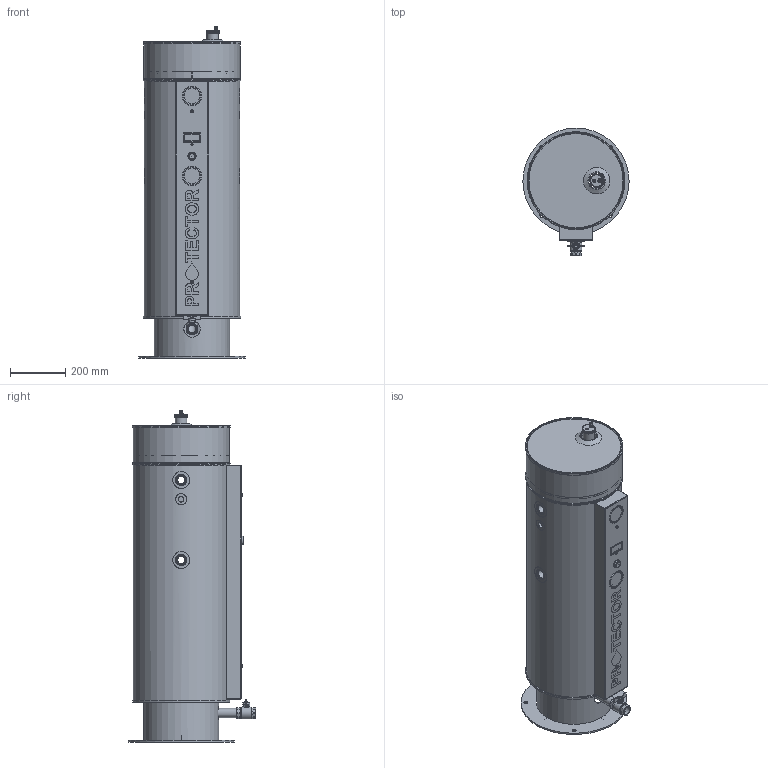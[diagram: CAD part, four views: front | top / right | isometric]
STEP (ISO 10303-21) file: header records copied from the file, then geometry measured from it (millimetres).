
FILE_DESCRIPTION(/* description */ ('Unknown'),/* implementation_level */ '2;1');
FILE_NAME(/* name */ 'PROTECTOR_MASTER_3D',/* time_stamp */ '2020-10-13T15:10:51+02:00',/* author */ ('Unknown'),/* organization */ ('Unknown'),/* preprocessor_version */ 'ST-DEVELOPER v16.7',/* originating_system */ 'Solid Edge',/* authorisation */ 'Unknown');
FILE_SCHEMA (('AUTOMOTIVE_DESIGN {1 0 10303 214 3 1 1}'));
Products named in the file (25): PRBG V60 1 POLLICE F; ASCRP0040; CDMNT0051; CARCD0001; CARCD0004; ASCRP0040_620_1.783_Saldatura d'angolo 4_oa_0; ASCRP0040_620_1.783_Saldatura d'angolo 4_oa_1; CDLAM0079; ASCRP0040_620_1.783_Saldatura d'angolo 4_oa_2; CAVIT0055; ASCRP0040_620_1.783_Saldatura d'angolo 4_oa_3; CARCD0028; Amperometro GEIR; CAVLV0019_CHIUSA; CASCM0007; CAVLV0003_APERTA; CDTUB0023; CASCM0002; CDLAM0094; COIBENTAZIONE V60 1 POLLICE; CARCD0029; SCRITTA PROTECTOR; CAVIT0059; COPERCHIO COIBENTATO; RED BUTTON 800FM-F4
Assembly tree (28 placements, depth 3):
  PRBG V60 1 POLLICE F
    ASCRP0040
      CDMNT0051
      CARCD0001  x2
      CARCD0004  x4
      CDLAM0079
      CAVIT0055  x2
      CARCD0028
    Amperometro GEIR
    CAVLV0019_CHIUSA
    CASCM0007
    CAVLV0003_APERTA
    CDTUB0023
    CASCM0002  x2
    CDLAM0094
    COIBENTAZIONE V60 1 POLLICE
    CARCD0029  x2
    SCRITTA PROTECTOR
    CAVIT0059  x2
    COPERCHIO COIBENTATO
    RED BUTTON 800FM-F4
  ASCRP0040_620_1.783_Saldatura d'angolo 4_oa_0
  ASCRP0040_620_1.783_Saldatura d'angolo 4_oa_1
  ASCRP0040_620_1.783_Saldatura d'angolo 4_oa_2
  ASCRP0040_620_1.783_Saldatura d'angolo 4_oa_3
Bounding box: 385 x 463.5 x 1203.6 mm (x, y, z)
Volume: 34699216.7 mm3; surface area: 4976855.6 mm2
Topology: 42 solids, 47 shells, 2529 faces, 6478 edges, 4203 vertices
Faces by surface type: plane 1413, cylinder 633, bspline 276, cone 150, torus 45, sphere 12
Full cylindrical faces by diameter (mm): 2 x4, 2.586 x4, 4.917 x2, 6 x2, 7.3 x1, 8 x2, 9 x3, 9.3 x1, 10 x2, 11.445 x4, 11.5 x2, 12 x2, 12.957 x2, 13.157 x6, 14 x1, 14.2 x4, 15.4 x1, 16 x1, 18 x4, 18.631 x1, 20 x3, 20.35 x1, 20.4 x1, 20.9 x1, 20.955 x1, 23 x1, 23.7 x1, 24 x1, 25 x1, 27.7 x1
Entity records: 102683 total; most frequent: CARTESIAN_POINT 43269, ORIENTED_EDGE 10566, DIRECTION 8448, EDGE_CURVE 5283, VERTEX_POINT 3568, AXIS2_PLACEMENT_3D 2985, EDGE_LOOP 2655, FACE_BOUND 2655
